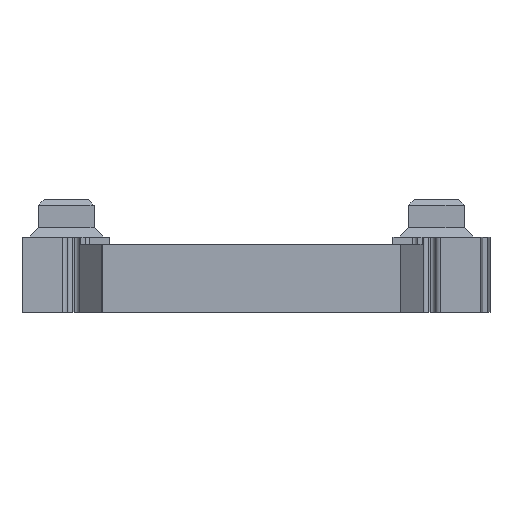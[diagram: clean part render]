
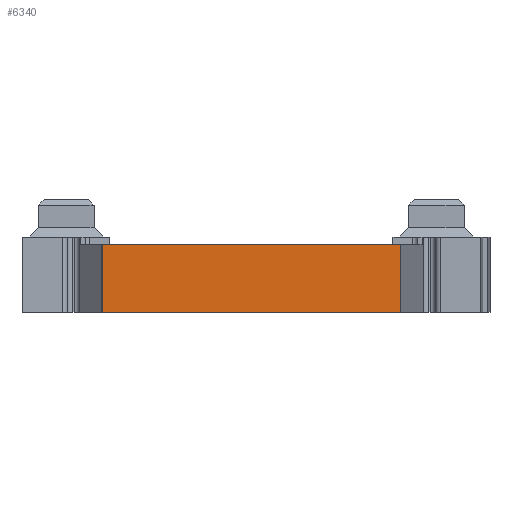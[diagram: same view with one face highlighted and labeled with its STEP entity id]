
A CAD part, left-side view. The second image highlights one B-rep face of the part: STEP entity #6340.
In plain terms, the highlighted planar face has unit normal (-1, 0, 0).
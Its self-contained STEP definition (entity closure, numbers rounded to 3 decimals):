
#150=PLANE('',#6849);
#431=FACE_OUTER_BOUND('',#773,.T.);
#773=EDGE_LOOP('',(#5184,#5185,#5186,#5187));
#967=LINE('',#8983,#1697);
#1321=LINE('',#9943,#2051);
#1388=LINE('',#10109,#2118);
#1390=LINE('',#10112,#2120);
#1697=VECTOR('',#7148,10.);
#2051=VECTOR('',#7982,10.);
#2118=VECTOR('',#8183,10.);
#2120=VECTOR('',#8187,10.);
#2657=VERTEX_POINT('',#8980);
#2658=VERTEX_POINT('',#8982);
#3024=VERTEX_POINT('',#9941);
#3056=VERTEX_POINT('',#10108);
#3279=EDGE_CURVE('',#2658,#2657,#967,.T.);
#3760=EDGE_CURVE('',#2657,#3024,#1321,.T.);
#3843=EDGE_CURVE('',#2658,#3056,#1388,.T.);
#3845=EDGE_CURVE('',#3056,#3024,#1390,.T.);
#5184=ORIENTED_EDGE('',*,*,#3279,.T.);
#5185=ORIENTED_EDGE('',*,*,#3760,.T.);
#5186=ORIENTED_EDGE('',*,*,#3845,.F.);
#5187=ORIENTED_EDGE('',*,*,#3843,.F.);
#6340=ADVANCED_FACE('',(#431),#150,.F.);
#6849=AXIS2_PLACEMENT_3D('',#10111,#8185,#8186);
#7148=DIRECTION('',(0.,-1.,0.));
#7982=DIRECTION('',(0.,0.,1.));
#8183=DIRECTION('',(0.,0.,1.));
#8185=DIRECTION('center_axis',(1.,0.,0.));
#8186=DIRECTION('ref_axis',(0.,1.,0.));
#8187=DIRECTION('',(0.,-1.,0.));
#8980=CARTESIAN_POINT('',(-158.876,-30.668,0.));
#8982=CARTESIAN_POINT('',(-158.876,30.668,0.));
#8983=CARTESIAN_POINT('',(-158.876,0.,0.));
#9941=CARTESIAN_POINT('',(-158.876,-30.668,14.));
#9943=CARTESIAN_POINT('',(-158.876,-30.668,0.));
#10108=CARTESIAN_POINT('',(-158.876,30.668,14.));
#10109=CARTESIAN_POINT('',(-158.876,30.668,0.));
#10111=CARTESIAN_POINT('Origin',(-158.876,0.,
0.));
#10112=CARTESIAN_POINT('',(-158.876,0.,14.));
